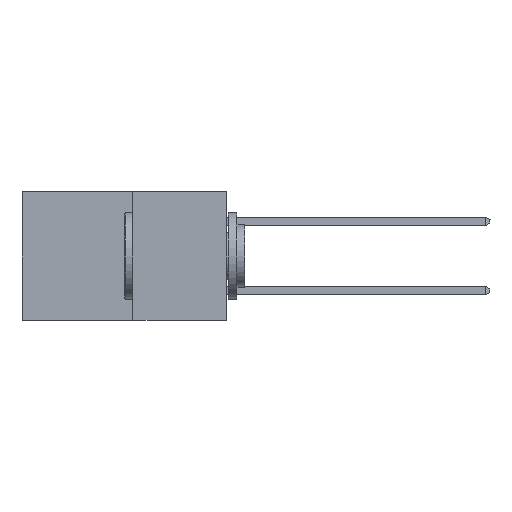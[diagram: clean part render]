
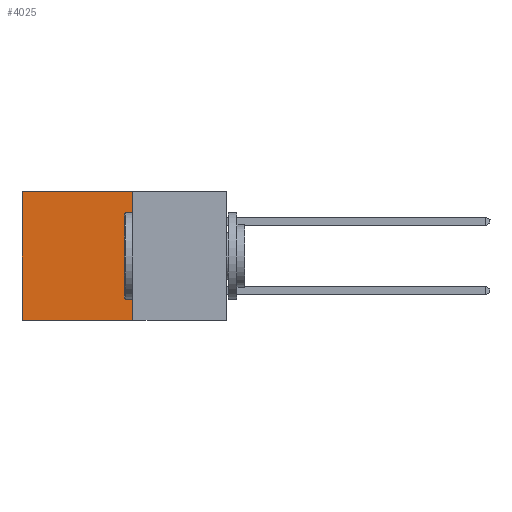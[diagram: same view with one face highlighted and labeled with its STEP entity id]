
A CAD part, left-side view. The second image highlights one B-rep face of the part: STEP entity #4025.
In plain terms, the highlighted planar face has unit normal (-1, 0, 0).
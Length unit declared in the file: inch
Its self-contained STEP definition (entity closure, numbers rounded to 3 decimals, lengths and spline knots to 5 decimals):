
#1883 = VERTEX_POINT ( 'NONE', #3443 ) ;
#3175 = DIRECTION ( 'NONE',  ( 0., 0., -1. ) ) ;
#3443 = CARTESIAN_POINT ( 'NONE',  ( 0.277, 0.27, 0. ) ) ;
#3684 = LINE ( 'NONE', #15442, #23933 ) ;
#4025 = ADVANCED_FACE ( 'NONE', ( #22750 ), #21181, .F. ) ;
#4090 = LINE ( 'NONE', #24726, #14159 ) ;
#4596 = VERTEX_POINT ( 'NONE', #25520 ) ;
#8991 = CARTESIAN_POINT ( 'NONE',  ( 0.277, 0.59, -0.37 ) ) ;
#9609 = VERTEX_POINT ( 'NONE', #22795 ) ;
#10087 = ORIENTED_EDGE ( 'NONE', *, *, #25128, .T. ) ;
#11118 = CARTESIAN_POINT ( 'NONE',  ( 0.277, 0.27, 0. ) ) ;
#12341 = ORIENTED_EDGE ( 'NONE', *, *, #23625, .F. ) ;
#12953 = ORIENTED_EDGE ( 'NONE', *, *, #21242, .T. ) ;
#13854 = CARTESIAN_POINT ( 'NONE',  ( 0.277, 0.27, -0.37 ) ) ;
#14159 = VECTOR ( 'NONE', #14617, 39.37008 ) ;
#14617 = DIRECTION ( 'NONE',  ( 0., 1., 0. ) ) ;
#15442 = CARTESIAN_POINT ( 'NONE',  ( 0.277, 0.59, -0.37 ) ) ;
#15494 = ORIENTED_EDGE ( 'NONE', *, *, #24647, .F. ) ;
#17110 = AXIS2_PLACEMENT_3D ( 'NONE', #20892, #20832, #20584 ) ;
#19375 = DIRECTION ( 'NONE',  ( 0., 1., 0. ) ) ;
#19417 = LINE ( 'NONE', #11118, #24152 ) ;
#20503 = VECTOR ( 'NONE', #3175, 39.37008 ) ;
#20584 = DIRECTION ( 'NONE',  ( 0., 0., -1. ) ) ;
#20745 = VERTEX_POINT ( 'NONE', #8991 ) ;
#20832 = DIRECTION ( 'NONE',  ( 1., 0., 0. ) ) ;
#20892 = CARTESIAN_POINT ( 'NONE',  ( 0.277, 0.27, -0.37 ) ) ;
#21141 = EDGE_LOOP ( 'NONE', ( #10087, #12341, #15494, #12953 ) ) ;
#21181 = PLANE ( 'NONE',  #17110 ) ;
#21242 = EDGE_CURVE ( 'NONE', #1883, #4596, #19417, .T. ) ;
#22750 = FACE_OUTER_BOUND ( 'NONE', #21141, .T. ) ;
#22795 = CARTESIAN_POINT ( 'NONE',  ( 0.277, 0.27, -0.37 ) ) ;
#23625 = EDGE_CURVE ( 'NONE', #9609, #20745, #4090, .T. ) ;
#23933 = VECTOR ( 'NONE', #25648, 39.37008 ) ;
#24152 = VECTOR ( 'NONE', #19375, 39.37008 ) ;
#24647 = EDGE_CURVE ( 'NONE', #1883, #9609, #26503, .T. ) ;
#24726 = CARTESIAN_POINT ( 'NONE',  ( 0.277, 0.27, -0.37 ) ) ;
#25128 = EDGE_CURVE ( 'NONE', #4596, #20745, #3684, .T. ) ;
#25520 = CARTESIAN_POINT ( 'NONE',  ( 0.277, 0.59, 0. ) ) ;
#25648 = DIRECTION ( 'NONE',  ( 0., 0., -1. ) ) ;
#26503 = LINE ( 'NONE', #13854, #20503 ) ;
